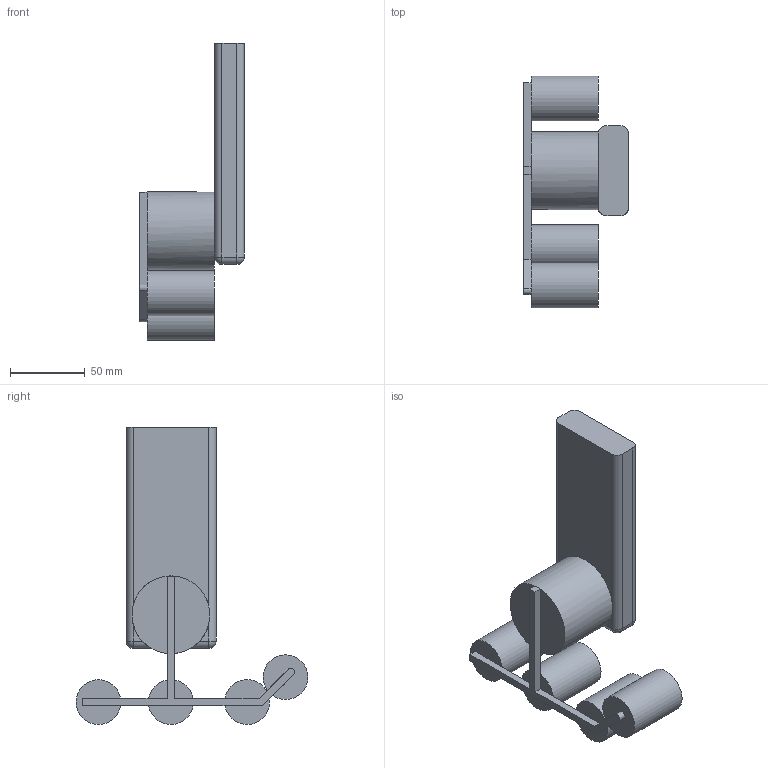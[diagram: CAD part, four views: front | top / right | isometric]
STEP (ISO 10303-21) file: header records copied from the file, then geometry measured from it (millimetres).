
FILE_DESCRIPTION(/* description */ ('STEP AP242','CAx-IF Rec.Pracs.---Representation and Presentation of Product Manufacturing Information (PMI)---4.0---2014-10-13','CAx-IF Rec.Pracs.---3D Tessellated Geometry---0.4---2014-09-14','2;1'),/* implementation_level */ '2;1');
FILE_NAME(/* name */ '68b1af7171a71b482e47f2ee',/* time_stamp */ '2025-08-29T13:47:30Z',/* author */ (''),/* organization */ (''),/* preprocessor_version */ 'ST-DEVELOPER v20',/* originating_system */ 'ONSHAPE BY PTC INC, 1.202',/* authorisation */ ' ');
FILE_SCHEMA (('AP242_MANAGED_MODEL_BASED_3D_ENGINEERING_MIM_LF { 1 0 10303 442 1 1 4 }'));
Length unit declared in the file: metre
Products named in the file (4): Assembly 1; Part 1
Assembly tree (6 placements, depth 2):
  Assembly 1
    Part 1  x4
    Part 1
    Part 1
Bounding box: 70 x 155.08 x 198.65 mm (x, y, z)
Volume: 402541 mm3; surface area: 69270 mm2
Topology: 6 solids, 6 shells, 67 faces, 136 edges, 79 vertices
Faces by surface type: plane 38, cylinder 25, sphere 4
Full cylindrical faces by diameter (mm): 5 x8, 15 x2, 30 x4, 52 x1
Entity records: 1486 total; most frequent: DIRECTION 270, CARTESIAN_POINT 228, ORIENTED_EDGE 204, AXIS2_PLACEMENT_3D 106, EDGE_CURVE 102, EDGE_LOOP 68, FACE_BOUND 68, VERTEX_POINT 64
